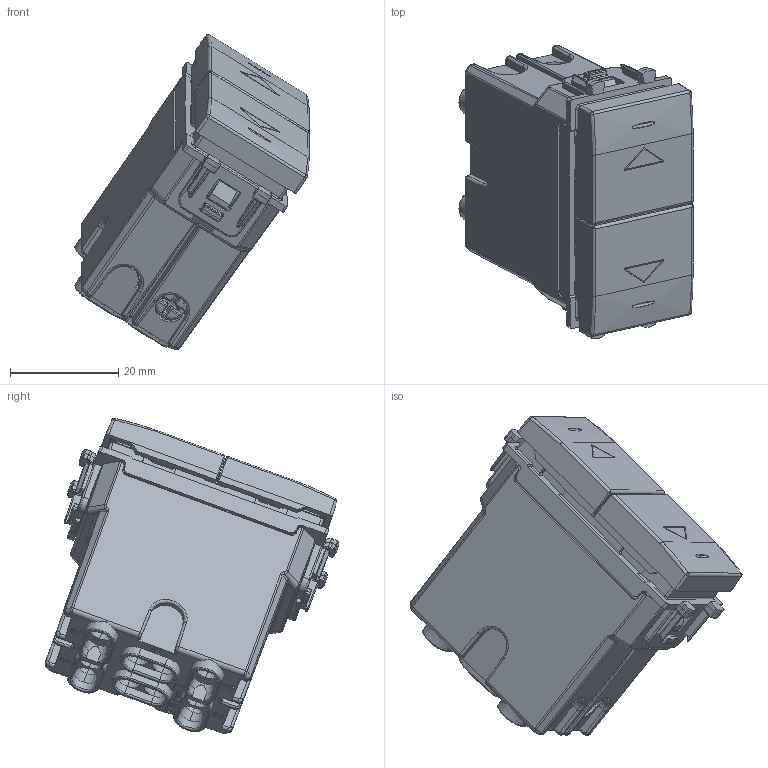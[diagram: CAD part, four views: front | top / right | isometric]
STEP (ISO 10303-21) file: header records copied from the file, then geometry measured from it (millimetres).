
FILE_DESCRIPTION(('CATIA V5 STEP Exchange'),'2;1');
FILE_NAME('441053.stp','2024-02-15T12:26:22+00:00',('none'),('none'),'CATIA Version 5-6 Release 2016 SP6','CATIA V5 STEP AP203','none');
FILE_SCHEMA(('CONFIG_CONTROL_DESIGN'));
Products named in the file (1): 441053
Assembly tree (16 placements, depth 2):
  441053
    #57
    #36809  x2
    #38152  x3
    #40078
    #42741
    #87586  x2
    #92710
    #103305  x3
    #104171  x2
Bounding box: 43.17 x 54.15 x 58.08 mm (x, y, z)
Volume: 20862.2 mm3; surface area: 32815.5 mm2
Topology: 18 solids, 18 shells, 3523 faces, 9561 edges, 5962 vertices
Faces by surface type: plane 1747, cylinder 1031, bspline 301, cone 212, torus 112, sphere 96, revolution 12, extrusion 12
Entity records: 110715 total; most frequent: CARTESIAN_POINT 44977, ORIENTED_EDGE 16078, DIRECTION 9455, EDGE_CURVE 8039, VERTEX_POINT 5064, VECTOR 4124, LINE 4114, AXIS2_PLACEMENT_3D 3187
